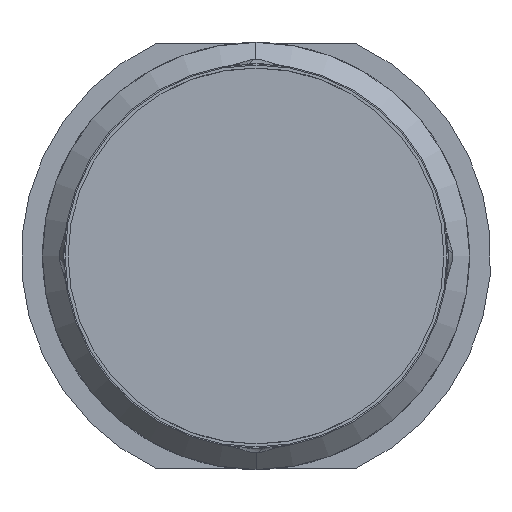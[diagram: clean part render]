
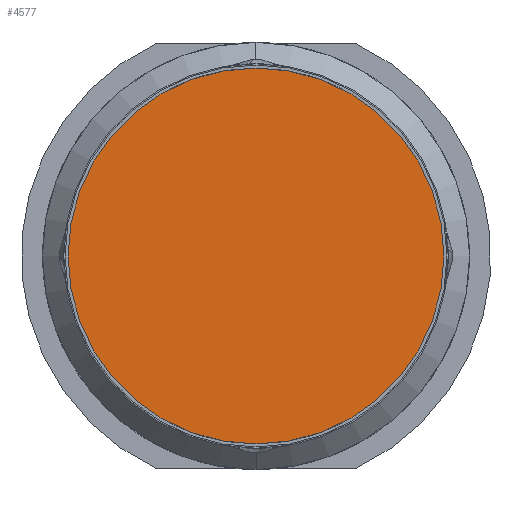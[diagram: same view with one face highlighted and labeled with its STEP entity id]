
A CAD part, front view. The second image highlights one B-rep face of the part: STEP entity #4577.
In plain terms, the highlighted planar face has unit normal (0, -1, 0).
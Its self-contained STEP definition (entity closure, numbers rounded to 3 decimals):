
#183 = DIRECTION ( 'NONE',  ( 0., -1., 0. ) ) ;
#303 = EDGE_CURVE ( 'Defeature ausgef�hrt1_23+Defeature ausgef�hrt1_30+Defeature ausgef�hrt1_30+Defeature ausgef�hrt1_30', #5075, #802, #2170, .T. ) ;
#397 = DIRECTION ( 'NONE',  ( -1., 0., 0. ) ) ;
#521 = CARTESIAN_POINT ( 'NONE',  ( 2.2, 0., 0. ) ) ;
#630 = ORIENTED_EDGE ( 'NONE', *, *, #3643, .T. ) ;
#802 = VERTEX_POINT ( 'NONE', #1402 ) ;
#818 = ORIENTED_EDGE ( 'NONE', *, *, #303, .T. ) ;
#842 = AXIS2_PLACEMENT_3D ( 'NONE', #3975, #1254, #397 ) ;
#1212 = AXIS2_PLACEMENT_3D ( 'NONE', #4638, #3019, #3780 ) ;
#1254 = DIRECTION ( 'NONE',  ( 0., -1., 0. ) ) ;
#1402 = CARTESIAN_POINT ( 'NONE',  ( -2.2, 0., 0. ) ) ;
#1790 = CARTESIAN_POINT ( 'NONE',  ( 0., 0., 0. ) ) ;
#2170 = CIRCLE ( 'NONE', #4318, 2.2 ) ;
#2593 = PLANE ( 'NONE',  #1212 ) ;
#2980 = DIRECTION ( 'NONE',  ( -1., 0., 0. ) ) ;
#3019 = DIRECTION ( 'NONE',  ( 0., 1., 0. ) ) ;
#3430 = EDGE_LOOP ( 'NONE', ( #630, #818 ) ) ;
#3643 = EDGE_CURVE ( 'Defeature ausgef�hrt1_23+Defeature ausgef�hrt1_30+Defeature ausgef�hrt1_30+Defeature ausgef�hrt1_30', #802, #5075, #4014, .T. ) ;
#3780 = DIRECTION ( 'NONE',  ( 1., 0., 0. ) ) ;
#3975 = CARTESIAN_POINT ( 'NONE',  ( 0., 0., 0. ) ) ;
#4014 = CIRCLE ( 'NONE', #842, 2.2 ) ;
#4318 = AXIS2_PLACEMENT_3D ( 'NONE', #1790, #183, #2980 ) ;
#4378 = FACE_OUTER_BOUND ( 'NONE', #3430, .T. ) ;
#4577 = ADVANCED_FACE ( 'Defeature ausgef�hrt1_23', ( #4378 ), #2593, .F. ) ;
#4638 = CARTESIAN_POINT ( 'NONE',  ( 0., 0., -1.9 ) ) ;
#5075 = VERTEX_POINT ( 'NONE', #521 ) ;
